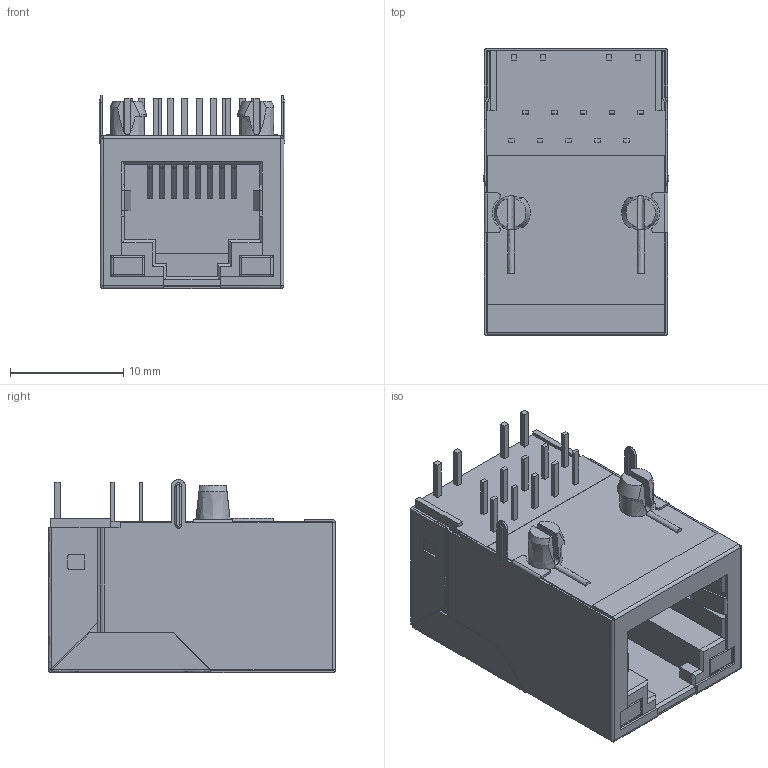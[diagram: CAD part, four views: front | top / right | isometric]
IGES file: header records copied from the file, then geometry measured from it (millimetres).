
Start section: C
Global section: file name: 7499110124.igs; native system: By Siemens PLM Incorporated; preprocessor: XPlus GENERIC/IGES 17.0.49; author: Author; organization: Title; date: 20151120.104642; units: millimetre
Bounding box: 16.4 x 25.3 x 17.05 mm (x, y, z)
Volume: 4074.2 mm3; surface area: 7432.9 mm2
Topology: 5 solids, 5 shells, 607 faces, 1574 edges, 994 vertices
Faces by surface type: bspline 607
